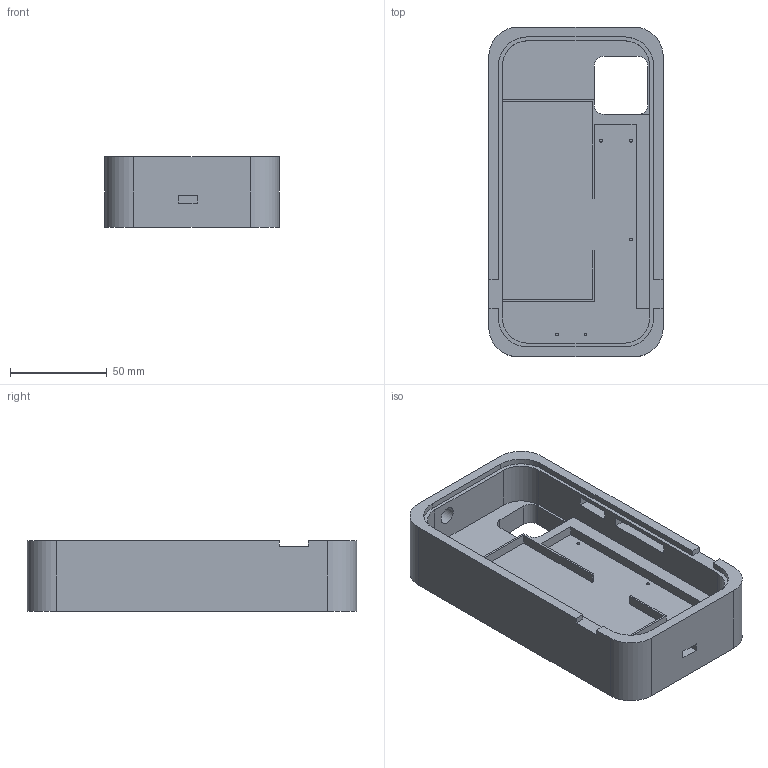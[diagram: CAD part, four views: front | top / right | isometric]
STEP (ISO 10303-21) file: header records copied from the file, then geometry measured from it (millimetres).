
FILE_DESCRIPTION(/* description */ (''),/* implementation_level */ '2;1');
FILE_NAME(/* name */ 'PCB, BATERIA, PUERTO DE CARGA v4.step',/* time_stamp */ '2023-06-30T13:52:24-04:00',/* author */ (''),/* organization */ (''),/* preprocessor_version */ 'ST-DEVELOPER v19.2',/* originating_system */ 'Autodesk Translation Framework v11.17.0.187',/* authorisation */ '');
FILE_SCHEMA (('AUTOMOTIVE_DESIGN { 1 0 10303 214 3 1 1 }'));
Length unit declared in the file: millimetre
Products named in the file (1): PCB, BATERIA, PUERTO DE CARGA
Bounding box: 90 x 170 x 36.5 mm (x, y, z)
Volume: 230288.9 mm3; surface area: 67940.2 mm2
Topology: 2 solids, 2 shells, 273 faces, 756 edges, 504 vertices
Faces by surface type: plane 149, bspline 102, cylinder 22
Full cylindrical faces by diameter (mm): 1.5 x5, 9 x1
Entity records: 9646 total; most frequent: CARTESIAN_POINT 3268, ORIENTED_EDGE 1512, DIRECTION 940, EDGE_CURVE 756, LINE 508, VECTOR 508, VERTEX_POINT 504, EDGE_LOOP 300
